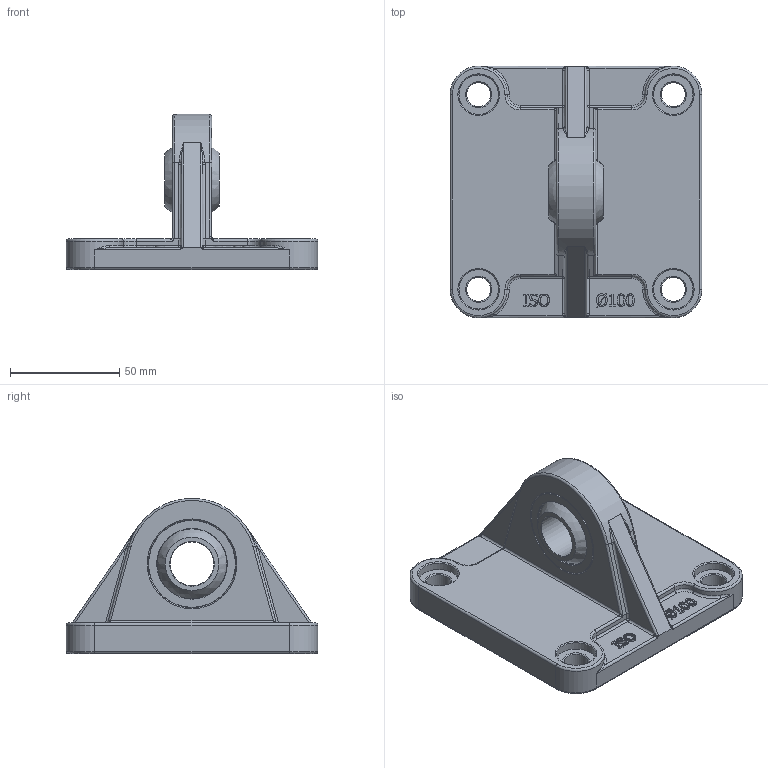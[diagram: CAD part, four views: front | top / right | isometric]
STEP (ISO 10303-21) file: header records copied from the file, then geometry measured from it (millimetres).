
FILE_DESCRIPTION((''),'2;1');
FILE_NAME('CMSI100.stp','2015-01-27T16:25:20',('carlo.corazza'),(''),'Autodesk Inventor 2012','Autodesk Inventor 2012','');
FILE_SCHEMA(('AUTOMOTIVE_DESIGN { 1 0 10303 214 1 1 1 1 }'));
Length unit declared in the file: millimetre
Products named in the file (1): CMSI100
Bounding box: 115 x 115 x 70.89 mm (x, y, z)
Volume: 186295.9 mm3; surface area: 49431.4 mm2
Topology: 1 solids, 1 shells, 608 faces, 1428 edges, 836 vertices
Faces by surface type: cylinder 186, bspline 151, plane 122, torus 122, cone 21, sphere 6
Full cylindrical faces by diameter (mm): 11 x4, 18 x4, 20 x1, 32 x2, 55 x1
Entity records: 21450 total; most frequent: CARTESIAN_POINT 7559, ORIENTED_EDGE 2746, DIRECTION 2728, EDGE_CURVE 1373, AXIS2_PLACEMENT_3D 1117, VERTEX_POINT 832, EDGE_LOOP 683, STYLED_ITEM 609
